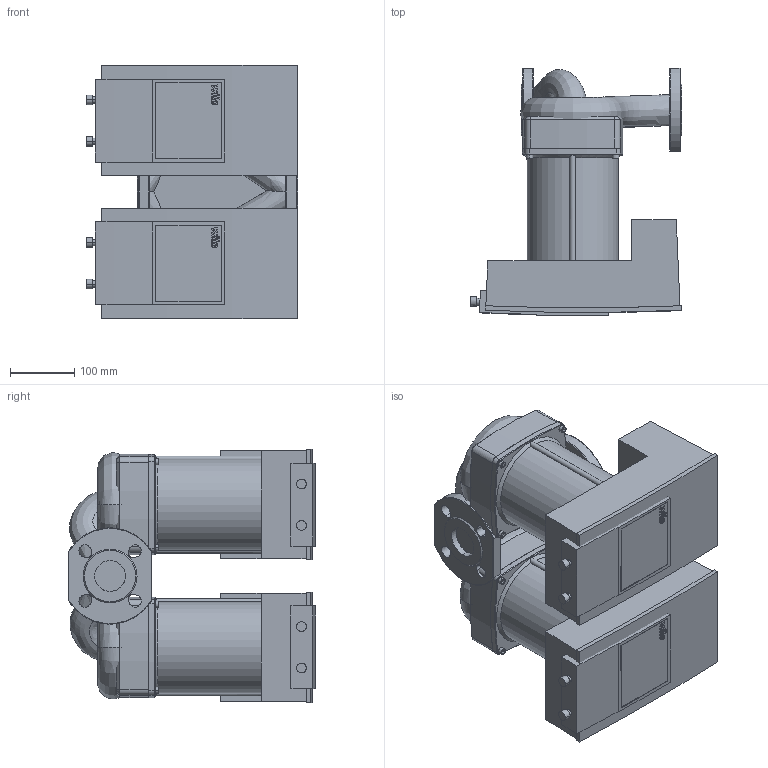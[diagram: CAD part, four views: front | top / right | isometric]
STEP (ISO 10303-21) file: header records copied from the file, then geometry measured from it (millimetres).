
FILE_DESCRIPTION((''),'2;1');
FILE_NAME('3d_YonosMAXO-D40_0_5-16-2120666.stp','2016-04-29T07:42:41',(''),(''),'Mechanical Desktop 2009','Mechanical Desktop 2009',', , ');
FILE_SCHEMA(('CONFIG_CONTROL_DESIGN'));
Length unit declared in the file: millimetre
Products named in the file (1): Product
Bounding box: 329.57 x 385 x 394 mm (x, y, z)
Volume: 22318492.3 mm3; surface area: 1246065.3 mm2
Topology: 19 solids, 19 shells, 459 faces, 1091 edges, 704 vertices
Faces by surface type: plane 210, cylinder 103, bspline 88, cone 38, torus 20
Entity records: 22833 total; most frequent: CARTESIAN_POINT 12492, ORIENTED_EDGE 2182, DIRECTION 1950, EDGE_CURVE 1091, VERTEX_POINT 704, AXIS2_PLACEMENT_3D 676, VECTOR 598, LINE 598
